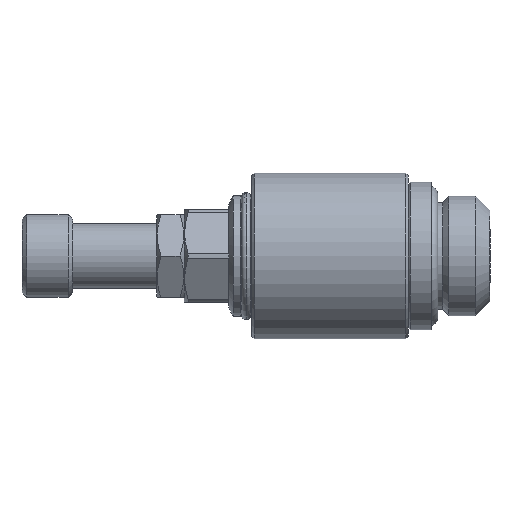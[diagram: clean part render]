
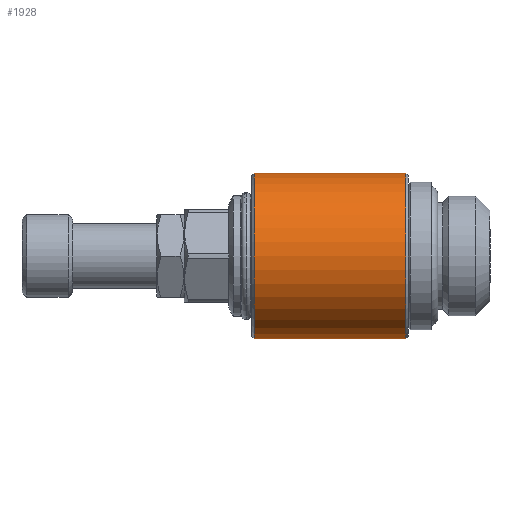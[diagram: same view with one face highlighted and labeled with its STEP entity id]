
A CAD part, left-side view. The second image highlights one B-rep face of the part: STEP entity #1928.
In plain terms, the highlighted cylindrical face has radius 9 mm (diameter 18 mm), a partial arc.
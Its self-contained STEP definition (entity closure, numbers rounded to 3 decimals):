
#14 = DIRECTION ( 'NONE',  ( 0., 0., -1. ) ) ;
#15 = DIRECTION ( 'NONE',  ( 0., -1., 0. ) ) ;
#16 = AXIS2_PLACEMENT_3D ( 'NONE', #24, #15, #14 ) ;
#24 = CARTESIAN_POINT ( 'NONE',  ( 0., 7.819, 0. ) ) ;
#25 = CYLINDRICAL_SURFACE ( 'NONE', #16, 9. ) ;
#204 = FACE_OUTER_BOUND ( 'NONE', #1909, .T. ) ;
#209 = DIRECTION ( 'NONE',  ( 0., 0., -1. ) ) ;
#210 = DIRECTION ( 'NONE',  ( 0., -1., 0. ) ) ;
#211 = CARTESIAN_POINT ( 'NONE',  ( 0., 9.5, 0. ) ) ;
#212 = AXIS2_PLACEMENT_3D ( 'NONE', #211, #210, #209 ) ;
#213 = CIRCLE ( 'NONE', #212, 9. ) ;
#295 = DIRECTION ( 'NONE',  ( 0., 0., -1. ) ) ;
#296 = DIRECTION ( 'NONE',  ( 0., -1., 0. ) ) ;
#297 = AXIS2_PLACEMENT_3D ( 'NONE', #393, #296, #295 ) ;
#298 = CIRCLE ( 'NONE', #297, 9. ) ;
#393 = CARTESIAN_POINT ( 'NONE',  ( 0., 25.9, 0. ) ) ;
#1530 = VERTEX_POINT ( 'NONE', #2884 ) ;
#1540 = VERTEX_POINT ( 'NONE', #2903 ) ;
#1601 = VERTEX_POINT ( 'NONE', #3035 ) ;
#1607 = EDGE_CURVE ( 'NONE', #1601, #1540, #2995, .T. ) ;
#1641 = VERTEX_POINT ( 'NONE', #3033 ) ;
#1745 = EDGE_CURVE ( 'NONE', #1641, #1530, #3414, .T. ) ;
#1864 = ORIENTED_EDGE ( 'NONE', *, *, #1607, .F. ) ;
#1906 = ORIENTED_EDGE ( 'NONE', *, *, #1915, .F. ) ;
#1909 = EDGE_LOOP ( 'NONE', ( #1864, #1924, #1916, #1906 ) ) ;
#1915 = EDGE_CURVE ( 'NONE', #1540, #1530, #213, .T. ) ;
#1916 = ORIENTED_EDGE ( 'NONE', *, *, #1745, .T. ) ;
#1924 = ORIENTED_EDGE ( 'NONE', *, *, #1978, .T. ) ;
#1928 = ADVANCED_FACE ( 'NONE', ( #204 ), #25, .T. ) ;
#1978 = EDGE_CURVE ( 'NONE', #1601, #1641, #298, .T. ) ;
#2884 = CARTESIAN_POINT ( 'NONE',  ( 0., 9.5, -9. ) ) ;
#2903 = CARTESIAN_POINT ( 'NONE',  ( 0., 9.5, 9. ) ) ;
#2993 = VECTOR ( 'NONE', #3132, 1000. ) ;
#2994 = CARTESIAN_POINT ( 'NONE',  ( 0., 7.819, 9. ) ) ;
#2995 = LINE ( 'NONE', #2994, #2993 ) ;
#3033 = CARTESIAN_POINT ( 'NONE',  ( 0., 25.9, -9. ) ) ;
#3035 = CARTESIAN_POINT ( 'NONE',  ( 0., 25.9, 9. ) ) ;
#3132 = DIRECTION ( 'NONE',  ( 0., -1., 0. ) ) ;
#3413 = CARTESIAN_POINT ( 'NONE',  ( 0., 7.819, -9. ) ) ;
#3414 = LINE ( 'NONE', #3413, #3418 ) ;
#3417 = DIRECTION ( 'NONE',  ( 0., -1., 0. ) ) ;
#3418 = VECTOR ( 'NONE', #3417, 1000. ) ;
